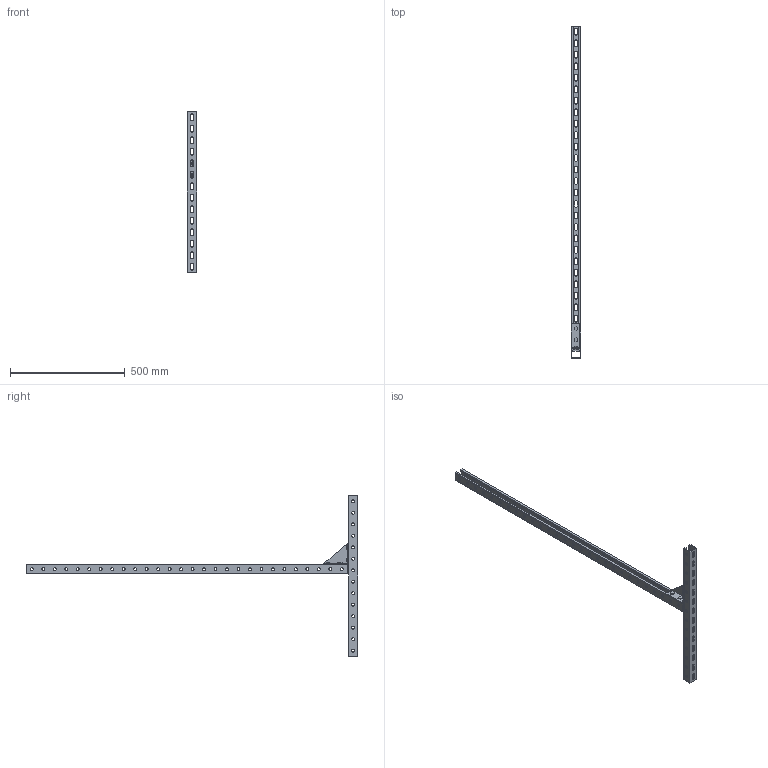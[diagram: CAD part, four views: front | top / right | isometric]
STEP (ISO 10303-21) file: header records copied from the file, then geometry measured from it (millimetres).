
FILE_DESCRIPTION (( 'STEP AP203' ), '1' );
FILE_NAME ('TI-00D-STF-140 TITAN Ñòîéêà äëÿ íàïîëüíîé óñòàíîâêè 1400 (2øò. êîìïë) IEK.STEP', '2024-09-11T09:43:31', ( '' ), ( '' ), 'SwSTEP 2.0', 'SolidWorks 2022', '' );
FILE_SCHEMA (( 'CONFIG_CONTROL_DESIGN' ));
Length unit declared in the file: millimetre
Products named in the file (5): Крепеж_STR; Уголок_STR; Профиль_STR_700; Профиль_STR_1400; TI-00D-STF-140 TITAN Стойка для напольной установки 1400 (2шт. компл) IEK
Assembly tree (7 placements, depth 2):
  TI-00D-STF-140 TITAN Стойка для напольной установки 1400 (2шт. компл) IEK
    Профиль_STR_700
    Профиль_STR_1400
    Уголок_STR
    Крепеж_STR  x4
Bounding box: 41 x 1445 x 700 mm (x, y, z)
Volume: 828757.3 mm3; surface area: 568671.3 mm2
Topology: 7 solids, 7 shells, 362 faces, 1094 edges, 758 vertices
Faces by surface type: plane 182, cylinder 180
Full cylindrical faces by diameter (mm): 10 x4, 12.5 x84, 13 x4, 14 x4
Entity records: 11033 total; most frequent: DIRECTION 1798, CARTESIAN_POINT 1727, ORIENTED_EDGE 1616, EDGE_CURVE 808, AXIS2_PLACEMENT_3D 669, EDGE_LOOP 664, VERTEX_POINT 598, VECTOR 460
